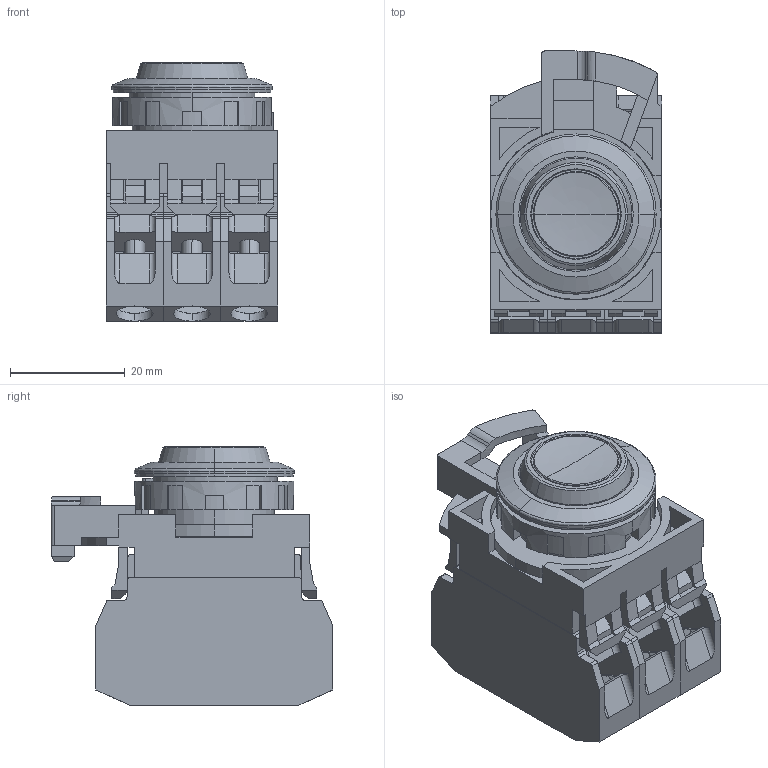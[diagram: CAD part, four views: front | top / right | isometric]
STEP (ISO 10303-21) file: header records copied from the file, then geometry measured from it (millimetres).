
FILE_DESCRIPTION (( 'STEP AP203' ), '1' );
FILE_NAME ('OUTSIDE-CW#B-M2.STEP', '2014-07-15T09:44:56', ( 'IDEC' ), ( '' ), 'SwSTEP 2.0', 'SolidWorks 2012', '' );
FILE_SCHEMA (( 'CONFIG_CONTROL_DESIGN' ));
Length unit declared in the file: millimetre
Products named in the file (6): OUTSIDE-CW#B-M2; OUTSIDE-CW-LOCK-NUT; OUTSIDE-CW-E仩仩; OUTSIDE-CW-CN; OUTSIDE-CW-ROUND-EXTEND-BUTTON; OUTSIDE-CW-PB-BODY
Assembly tree (7 placements, depth 2):
  OUTSIDE-CW#B-M2
    OUTSIDE-CW-PB-BODY
    OUTSIDE-CW-ROUND-EXTEND-BUTTON
    OUTSIDE-CW-CN
    OUTSIDE-CW-E仩仩  x3
    OUTSIDE-CW-LOCK-NUT
Bounding box: 30 x 49.2 x 45.1 mm (x, y, z)
Volume: 37424.8 mm3; surface area: 24700.9 mm2
Topology: 7 solids, 7 shells, 973 faces, 2700 edges, 1749 vertices
Faces by surface type: plane 640, cylinder 253, bspline 42, cone 38
Entity records: 18404 total; most frequent: CARTESIAN_POINT 3669, ORIENTED_EDGE 3028, DIRECTION 2838, EDGE_CURVE 1514, LINE 1114, VECTOR 1114, VERTEX_POINT 977, AXIS2_PLACEMENT_3D 862
